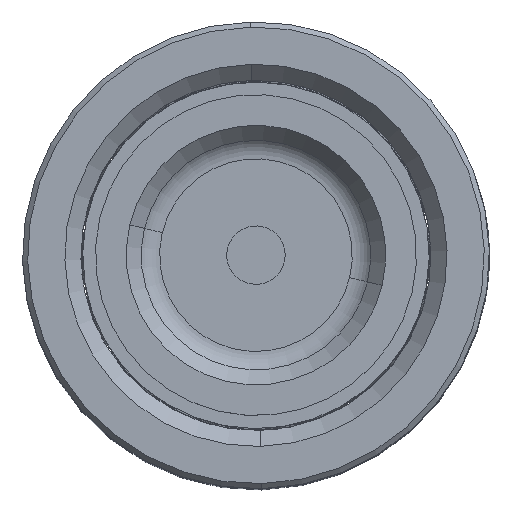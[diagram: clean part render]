
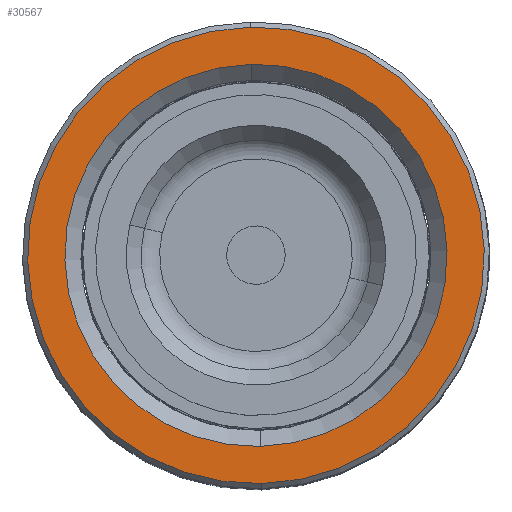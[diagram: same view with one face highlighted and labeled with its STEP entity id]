
A CAD part, top view. The second image highlights one B-rep face of the part: STEP entity #30567.
In plain terms, the highlighted planar face has unit normal (0, 0, 1).
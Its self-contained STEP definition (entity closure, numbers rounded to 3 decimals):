
#194 = PLANE ( 'NONE',  #23389 ) ;
#1211 = CARTESIAN_POINT ( 'NONE',  ( 26.2, 0., 100. ) ) ;
#3863 = CARTESIAN_POINT ( 'NONE',  ( 0., 0., 100. ) ) ;
#3941 = DIRECTION ( 'NONE',  ( 0., 0., 1. ) ) ;
#5708 = FACE_OUTER_BOUND ( 'NONE', #44492, .T. ) ;
#6609 = DIRECTION ( 'NONE',  ( 1., 0., 0. ) ) ;
#7075 = CIRCLE ( 'NONE', #42200, 31.3 ) ;
#8274 = CARTESIAN_POINT ( 'NONE',  ( -26.2, 0., 100. ) ) ;
#8866 = AXIS2_PLACEMENT_3D ( 'NONE', #14257, #3941, #17796 ) ;
#11756 = FACE_BOUND ( 'NONE', #33018, .T. ) ;
#12361 = EDGE_CURVE ( 'NONE', #14659, #12569, #43718, .T. ) ;
#12569 = VERTEX_POINT ( 'NONE', #20378 ) ;
#13932 = CIRCLE ( 'NONE', #14720, 26.2 ) ;
#14257 = CARTESIAN_POINT ( 'NONE',  ( 0., 0., 100. ) ) ;
#14659 = VERTEX_POINT ( 'NONE', #23374 ) ;
#14720 = AXIS2_PLACEMENT_3D ( 'NONE', #45533, #27569, #6609 ) ;
#15411 = ORIENTED_EDGE ( 'NONE', *, *, #12361, .T. ) ;
#17796 = DIRECTION ( 'NONE',  ( 1., 0., 0. ) ) ;
#18705 = EDGE_CURVE ( 'NONE', #25995, #24140, #43897, .T. ) ;
#18806 = CARTESIAN_POINT ( 'NONE',  ( 0., 0., 100. ) ) ;
#19002 = DIRECTION ( 'NONE',  ( 1., 0., 0. ) ) ;
#20378 = CARTESIAN_POINT ( 'NONE',  ( -31.3, 0., 100. ) ) ;
#23374 = CARTESIAN_POINT ( 'NONE',  ( 31.3, 0., 100. ) ) ;
#23389 = AXIS2_PLACEMENT_3D ( 'NONE', #3863, #25249, #28525 ) ;
#23802 = EDGE_CURVE ( 'NONE', #24140, #25995, #13932, .T. ) ;
#24140 = VERTEX_POINT ( 'NONE', #8274 ) ;
#25249 = DIRECTION ( 'NONE',  ( 0., 0., 1. ) ) ;
#25995 = VERTEX_POINT ( 'NONE', #1211 ) ;
#27569 = DIRECTION ( 'NONE',  ( 0., 0., -1. ) ) ;
#28525 = DIRECTION ( 'NONE',  ( 1., 0., 0. ) ) ;
#29299 = DIRECTION ( 'NONE',  ( 1., 0., 0. ) ) ;
#29954 = CARTESIAN_POINT ( 'NONE',  ( 0., 0., 100. ) ) ;
#29995 = AXIS2_PLACEMENT_3D ( 'NONE', #29954, #44018, #19002 ) ;
#30567 = ADVANCED_FACE ( 'NONE', ( #5708, #11756 ), #194, .T. ) ;
#32130 = ORIENTED_EDGE ( 'NONE', *, *, #34409, .T. ) ;
#32585 = DIRECTION ( 'NONE',  ( 0., 0., 1. ) ) ;
#33018 = EDGE_LOOP ( 'NONE', ( #44538, #39459 ) ) ;
#34409 = EDGE_CURVE ( 'NONE', #12569, #14659, #7075, .T. ) ;
#39459 = ORIENTED_EDGE ( 'NONE', *, *, #23802, .T. ) ;
#42200 = AXIS2_PLACEMENT_3D ( 'NONE', #18806, #32585, #29299 ) ;
#43718 = CIRCLE ( 'NONE', #8866, 31.3 ) ;
#43897 = CIRCLE ( 'NONE', #29995, 26.2 ) ;
#44018 = DIRECTION ( 'NONE',  ( 0., 0., -1. ) ) ;
#44492 = EDGE_LOOP ( 'NONE', ( #32130, #15411 ) ) ;
#44538 = ORIENTED_EDGE ( 'NONE', *, *, #18705, .T. ) ;
#45533 = CARTESIAN_POINT ( 'NONE',  ( 0., 0., 100. ) ) ;
